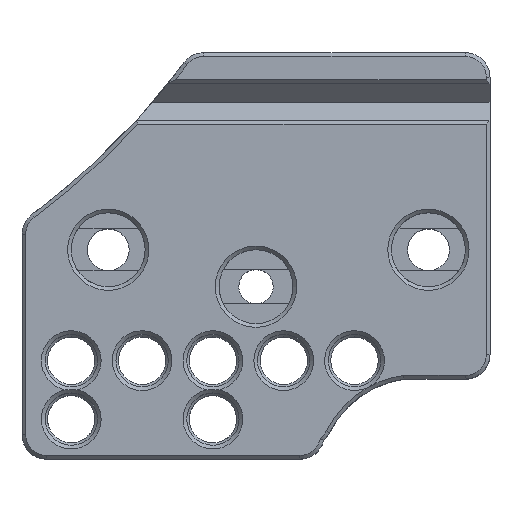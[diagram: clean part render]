
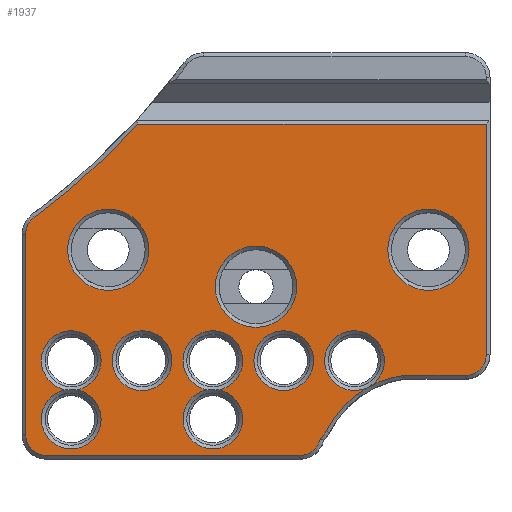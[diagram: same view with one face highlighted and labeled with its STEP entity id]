
A CAD part, top view. The second image highlights one B-rep face of the part: STEP entity #1937.
In plain terms, the highlighted planar face has unit normal (0, 0, 1).
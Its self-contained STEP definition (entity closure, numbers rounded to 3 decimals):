
#67=FACE_BOUND('',#307,.T.);
#68=FACE_BOUND('',#308,.T.);
#69=FACE_BOUND('',#309,.T.);
#70=FACE_BOUND('',#310,.T.);
#71=FACE_BOUND('',#311,.T.);
#72=FACE_BOUND('',#312,.T.);
#73=FACE_BOUND('',#313,.T.);
#116=PLANE('',#2127);
#191=FACE_OUTER_BOUND('',#306,.T.);
#306=EDGE_LOOP('',(#1544,#1545,#1546,#1547,#1548,#1549,#1550,#1551,#1552,
#1553,#1554,#1555,#1556,#1557,#1558));
#307=EDGE_LOOP('',(#1559));
#308=EDGE_LOOP('',(#1560));
#309=EDGE_LOOP('',(#1561,#1562,#1563,#1564));
#310=EDGE_LOOP('',(#1565,#1566,#1567,#1568));
#311=EDGE_LOOP('',(#1569));
#312=EDGE_LOOP('',(#1570));
#313=EDGE_LOOP('',(#1571));
#456=LINE('',#3159,#615);
#458=LINE('',#3171,#617);
#460=LINE('',#3174,#619);
#464=LINE('',#3183,#623);
#468=LINE('',#3195,#627);
#615=VECTOR('',#2512,10.);
#617=VECTOR('',#2522,10.);
#619=VECTOR('',#2526,10.);
#623=VECTOR('',#2536,10.);
#627=VECTOR('',#2548,10.);
#728=CIRCLE('',#2092,60.3);
#730=CIRCLE('',#2096,1.7);
#731=CIRCLE('',#2100,1.7);
#733=CIRCLE('',#2104,1.7);
#734=CIRCLE('',#2107,1.7);
#737=CIRCLE('',#2111,1.7);
#738=CIRCLE('',#2113,8.3);
#740=CIRCLE('',#2115,8.3);
#741=CIRCLE('',#2117,2.425);
#743=CIRCLE('',#2119,2.425);
#745=CIRCLE('',#2125,3.3);
#747=CIRCLE('',#2128,3.3);
#748=CIRCLE('',#2129,2.425);
#749=CIRCLE('',#2130,2.425);
#750=CIRCLE('',#2131,2.425);
#751=CIRCLE('',#2132,2.425);
#752=CIRCLE('',#2133,2.425);
#753=CIRCLE('',#2134,2.425);
#754=CIRCLE('',#2135,2.425);
#755=CIRCLE('',#2136,2.425);
#756=CIRCLE('',#2137,2.425);
#757=CIRCLE('',#2138,2.425);
#758=CIRCLE('',#2139,3.3);
#885=VERTEX_POINT('',#3144);
#886=VERTEX_POINT('',#3146);
#889=VERTEX_POINT('',#3156);
#890=VERTEX_POINT('',#3158);
#891=VERTEX_POINT('',#3166);
#892=VERTEX_POINT('',#3170);
#893=VERTEX_POINT('',#3177);
#894=VERTEX_POINT('',#3181);
#896=VERTEX_POINT('',#3187);
#898=VERTEX_POINT('',#3193);
#899=VERTEX_POINT('',#3197);
#902=VERTEX_POINT('',#3208);
#903=VERTEX_POINT('',#3212);
#904=VERTEX_POINT('',#3213);
#905=VERTEX_POINT('',#3224);
#909=VERTEX_POINT('',#3241);
#911=VERTEX_POINT('',#3247);
#912=VERTEX_POINT('',#3249);
#913=VERTEX_POINT('',#3251);
#914=VERTEX_POINT('',#3252);
#915=VERTEX_POINT('',#3254);
#916=VERTEX_POINT('',#3256);
#917=VERTEX_POINT('',#3259);
#918=VERTEX_POINT('',#3260);
#919=VERTEX_POINT('',#3262);
#920=VERTEX_POINT('',#3264);
#921=VERTEX_POINT('',#3267);
#922=VERTEX_POINT('',#3269);
#1103=EDGE_CURVE('',#885,#886,#728,.T.);
#1107=EDGE_CURVE('',#889,#890,#456,.T.);
#1111=EDGE_CURVE('',#891,#889,#730,.T.);
#1112=EDGE_CURVE('',#892,#891,#458,.T.);
#1114=EDGE_CURVE('',#886,#892,#460,.T.);
#1117=EDGE_CURVE('',#893,#885,#731,.T.);
#1119=EDGE_CURVE('',#894,#893,#464,.T.);
#1122=EDGE_CURVE('',#896,#894,#733,.T.);
#1125=EDGE_CURVE('',#898,#896,#468,.T.);
#1126=EDGE_CURVE('',#899,#898,#734,.T.);
#1131=EDGE_CURVE('',#902,#899,#737,.T.);
#1133=EDGE_CURVE('',#904,#902,#738,.T.);
#1135=EDGE_CURVE('',#890,#903,#740,.T.);
#1136=EDGE_CURVE('',#903,#905,#741,.T.);
#1139=EDGE_CURVE('',#905,#904,#743,.T.);
#1145=EDGE_CURVE('',#909,#909,#745,.T.);
#1148=EDGE_CURVE('',#911,#911,#747,.T.);
#1149=EDGE_CURVE('',#912,#912,#748,.T.);
#1150=EDGE_CURVE('',#913,#914,#749,.T.);
#1151=EDGE_CURVE('',#915,#913,#750,.T.);
#1152=EDGE_CURVE('',#916,#915,#751,.T.);
#1153=EDGE_CURVE('',#914,#916,#752,.T.);
#1154=EDGE_CURVE('',#917,#918,#753,.T.);
#1155=EDGE_CURVE('',#919,#917,#754,.T.);
#1156=EDGE_CURVE('',#920,#919,#755,.T.);
#1157=EDGE_CURVE('',#918,#920,#756,.T.);
#1158=EDGE_CURVE('',#921,#921,#757,.T.);
#1159=EDGE_CURVE('',#922,#922,#758,.T.);
#1544=ORIENTED_EDGE('',*,*,#1133,.F.);
#1545=ORIENTED_EDGE('',*,*,#1139,.F.);
#1546=ORIENTED_EDGE('',*,*,#1136,.F.);
#1547=ORIENTED_EDGE('',*,*,#1135,.F.);
#1548=ORIENTED_EDGE('',*,*,#1107,.F.);
#1549=ORIENTED_EDGE('',*,*,#1111,.F.);
#1550=ORIENTED_EDGE('',*,*,#1112,.F.);
#1551=ORIENTED_EDGE('',*,*,#1114,.F.);
#1552=ORIENTED_EDGE('',*,*,#1103,.F.);
#1553=ORIENTED_EDGE('',*,*,#1117,.F.);
#1554=ORIENTED_EDGE('',*,*,#1119,.F.);
#1555=ORIENTED_EDGE('',*,*,#1122,.F.);
#1556=ORIENTED_EDGE('',*,*,#1125,.F.);
#1557=ORIENTED_EDGE('',*,*,#1126,.F.);
#1558=ORIENTED_EDGE('',*,*,#1131,.F.);
#1559=ORIENTED_EDGE('',*,*,#1148,.F.);
#1560=ORIENTED_EDGE('',*,*,#1149,.F.);
#1561=ORIENTED_EDGE('',*,*,#1150,.F.);
#1562=ORIENTED_EDGE('',*,*,#1151,.F.);
#1563=ORIENTED_EDGE('',*,*,#1152,.F.);
#1564=ORIENTED_EDGE('',*,*,#1153,.F.);
#1565=ORIENTED_EDGE('',*,*,#1154,.F.);
#1566=ORIENTED_EDGE('',*,*,#1155,.F.);
#1567=ORIENTED_EDGE('',*,*,#1156,.F.);
#1568=ORIENTED_EDGE('',*,*,#1157,.F.);
#1569=ORIENTED_EDGE('',*,*,#1158,.F.);
#1570=ORIENTED_EDGE('',*,*,#1159,.F.);
#1571=ORIENTED_EDGE('',*,*,#1145,.F.);
#1937=ADVANCED_FACE('',(#191,#67,#68,#69,#70,#71,#72,#73),#116,.T.);
#2092=AXIS2_PLACEMENT_3D('',#3147,#2506,#2507);
#2096=AXIS2_PLACEMENT_3D('',#3168,#2518,#2519);
#2100=AXIS2_PLACEMENT_3D('',#3179,#2531,#2532);
#2104=AXIS2_PLACEMENT_3D('',#3189,#2542,#2543);
#2107=AXIS2_PLACEMENT_3D('',#3198,#2551,#2552);
#2111=AXIS2_PLACEMENT_3D('',#3210,#2560,#2561);
#2113=AXIS2_PLACEMENT_3D('',#3220,#2564,#2565);
#2115=AXIS2_PLACEMENT_3D('',#3222,#2568,#2569);
#2117=AXIS2_PLACEMENT_3D('',#3225,#2572,#2573);
#2119=AXIS2_PLACEMENT_3D('',#3229,#2577,#2578);
#2125=AXIS2_PLACEMENT_3D('',#3242,#2593,#2594);
#2127=AXIS2_PLACEMENT_3D('',#3246,#2598,#2599);
#2128=AXIS2_PLACEMENT_3D('',#3248,#2600,#2601);
#2129=AXIS2_PLACEMENT_3D('',#3250,#2602,#2603);
#2130=AXIS2_PLACEMENT_3D('',#3253,#2604,#2605);
#2131=AXIS2_PLACEMENT_3D('',#3255,#2606,#2607);
#2132=AXIS2_PLACEMENT_3D('',#3257,#2608,#2609);
#2133=AXIS2_PLACEMENT_3D('',#3258,#2610,#2611);
#2134=AXIS2_PLACEMENT_3D('',#3261,#2612,#2613);
#2135=AXIS2_PLACEMENT_3D('',#3263,#2614,#2615);
#2136=AXIS2_PLACEMENT_3D('',#3265,#2616,#2617);
#2137=AXIS2_PLACEMENT_3D('',#3266,#2618,#2619);
#2138=AXIS2_PLACEMENT_3D('',#3268,#2620,#2621);
#2139=AXIS2_PLACEMENT_3D('',#3270,#2622,#2623);
#2506=DIRECTION('center_axis',(0.,0.,1.));
#2507=DIRECTION('ref_axis',(1.,0.,0.));
#2512=DIRECTION('',(-1.,0.,0.));
#2518=DIRECTION('center_axis',(0.,0.,-1.));
#2519=DIRECTION('ref_axis',(0.707,-0.707,0.));
#2522=DIRECTION('',(0.,-1.,0.));
#2526=DIRECTION('',(1.,0.,0.));
#2531=DIRECTION('center_axis',(0.,0.,-1.));
#2532=DIRECTION('ref_axis',(-0.894,0.449,0.));
#2536=DIRECTION('',(0.,1.,0.));
#2542=DIRECTION('center_axis',(0.,0.,-1.));
#2543=DIRECTION('ref_axis',(-0.707,-0.707,0.));
#2548=DIRECTION('',(-1.,0.,0.));
#2551=DIRECTION('center_axis',(0.,0.,-1.));
#2552=DIRECTION('ref_axis',(0.971,-0.24,0.));
#2560=DIRECTION('center_axis',(0.,0.,-1.));
#2561=DIRECTION('ref_axis',(0.528,-0.849,0.));
#2564=DIRECTION('center_axis',(0.,0.,1.));
#2565=DIRECTION('ref_axis',(-0.141,0.99,0.));
#2568=DIRECTION('center_axis',(0.,0.,1.));
#2569=DIRECTION('ref_axis',(-0.141,0.99,0.));
#2572=DIRECTION('center_axis',(0.,0.,1.));
#2573=DIRECTION('ref_axis',(-1.,0.,0.));
#2577=DIRECTION('center_axis',(0.,0.,1.));
#2578=DIRECTION('ref_axis',(-1.,0.,0.));
#2593=DIRECTION('center_axis',(0.,0.,1.));
#2594=DIRECTION('ref_axis',(-1.,0.,0.));
#2598=DIRECTION('center_axis',(0.,0.,1.));
#2599=DIRECTION('ref_axis',(-1.,0.,0.));
#2600=DIRECTION('center_axis',(0.,0.,1.));
#2601=DIRECTION('ref_axis',(-1.,0.,0.));
#2602=DIRECTION('center_axis',(0.,0.,1.));
#2603=DIRECTION('ref_axis',(-1.,0.,0.));
#2604=DIRECTION('center_axis',(0.,0.,1.));
#2605=DIRECTION('ref_axis',(-1.,0.,0.));
#2606=DIRECTION('center_axis',(0.,0.,1.));
#2607=DIRECTION('ref_axis',(-1.,0.,0.));
#2608=DIRECTION('center_axis',(0.,0.,1.));
#2609=DIRECTION('ref_axis',(-1.,0.,0.));
#2610=DIRECTION('center_axis',(0.,0.,1.));
#2611=DIRECTION('ref_axis',(-1.,0.,0.));
#2612=DIRECTION('center_axis',(0.,0.,1.));
#2613=DIRECTION('ref_axis',(-1.,0.,0.));
#2614=DIRECTION('center_axis',(0.,0.,1.));
#2615=DIRECTION('ref_axis',(-1.,0.,0.));
#2616=DIRECTION('center_axis',(0.,0.,1.));
#2617=DIRECTION('ref_axis',(-1.,0.,0.));
#2618=DIRECTION('center_axis',(0.,0.,1.));
#2619=DIRECTION('ref_axis',(-1.,0.,0.));
#2620=DIRECTION('center_axis',(0.,0.,1.));
#2621=DIRECTION('ref_axis',(-1.,0.,0.));
#2622=DIRECTION('center_axis',(0.,0.,1.));
#2623=DIRECTION('ref_axis',(-1.,0.,0.));
#3144=CARTESIAN_POINT('',(-38.015,6.615,15.6));
#3146=CARTESIAN_POINT('',(-29.599,14.2,15.6));
#3147=CARTESIAN_POINT('Origin',(-74.,55.,15.6));
#3156=CARTESIAN_POINT('',(-3.,-6.2,15.6));
#3158=CARTESIAN_POINT('',(-8.021,-6.2,15.6));
#3159=CARTESIAN_POINT('',(-15.75,-6.2,15.6));
#3166=CARTESIAN_POINT('',(-1.3,-4.5,15.6));
#3168=CARTESIAN_POINT('Origin',(-3.,-4.5,15.6));
#3170=CARTESIAN_POINT('',(-1.3,14.2,15.6));
#3171=CARTESIAN_POINT('',(-1.3,-1.25,15.6));
#3174=CARTESIAN_POINT('',(-12.25,14.2,15.6));
#3177=CARTESIAN_POINT('',(-38.7,5.251,15.6));
#3179=CARTESIAN_POINT('Origin',(-37.,5.251,15.6));
#3181=CARTESIAN_POINT('',(-38.7,-11.,15.6));
#3183=CARTESIAN_POINT('',(-38.7,12.,15.6));
#3187=CARTESIAN_POINT('',(-37.,-12.7,15.6));
#3189=CARTESIAN_POINT('Origin',(-37.,-11.,15.6));
#3193=CARTESIAN_POINT('',(-16.441,-12.7,15.6));
#3195=CARTESIAN_POINT('',(-25.125,-12.7,15.6));
#3197=CARTESIAN_POINT('',(-14.772,-11.318,15.6));
#3198=CARTESIAN_POINT('Origin',(-16.441,-11.,15.6));
#3208=CARTESIAN_POINT('',(-14.32,-10.751,15.6));
#3210=CARTESIAN_POINT('Origin',(-15.845,-10.,15.6));
#3212=CARTESIAN_POINT('',(-10.798,-7.106,15.6));
#3213=CARTESIAN_POINT('',(-10.885,-7.153,15.6));
#3220=CARTESIAN_POINT('Origin',(-6.875,-14.42,15.6));
#3222=CARTESIAN_POINT('Origin',(-6.875,-14.42,15.6));
#3224=CARTESIAN_POINT('',(-9.575,-5.,15.6));
#3225=CARTESIAN_POINT('Origin',(-12.,-5.,15.6));
#3229=CARTESIAN_POINT('Origin',(-12.,-5.,15.6));
#3241=CARTESIAN_POINT('',(-2.7,4.,15.6));
#3242=CARTESIAN_POINT('Origin',(-6.,4.,15.6));
#3246=CARTESIAN_POINT('Origin',(-23.5,4.,15.6));
#3247=CARTESIAN_POINT('',(-28.7,4.,15.6));
#3248=CARTESIAN_POINT('Origin',(-32.,4.,15.6));
#3249=CARTESIAN_POINT('',(-15.325,-5.,15.6));
#3250=CARTESIAN_POINT('Origin',(-17.75,-5.,15.6));
#3251=CARTESIAN_POINT('',(-23.01,-7.375,15.6));
#3252=CARTESIAN_POINT('',(-21.075,-5.,15.6));
#3253=CARTESIAN_POINT('Origin',(-23.5,-5.,15.6));
#3254=CARTESIAN_POINT('',(-21.075,-9.75,15.6));
#3255=CARTESIAN_POINT('Origin',(-23.5,-9.75,15.6));
#3256=CARTESIAN_POINT('',(-23.99,-7.375,15.6));
#3257=CARTESIAN_POINT('Origin',(-23.5,-9.75,15.6));
#3258=CARTESIAN_POINT('Origin',(-23.5,-5.,15.6));
#3259=CARTESIAN_POINT('',(-35.49,-7.375,15.6));
#3260=CARTESIAN_POINT('',(-32.575,-9.75,15.6));
#3261=CARTESIAN_POINT('Origin',(-35.,-9.75,15.6));
#3262=CARTESIAN_POINT('',(-32.575,-5.,15.6));
#3263=CARTESIAN_POINT('Origin',(-35.,-5.,15.6));
#3264=CARTESIAN_POINT('',(-34.51,-7.375,15.6));
#3265=CARTESIAN_POINT('Origin',(-35.,-5.,15.6));
#3266=CARTESIAN_POINT('Origin',(-35.,-9.75,15.6));
#3267=CARTESIAN_POINT('',(-26.825,-5.,15.6));
#3268=CARTESIAN_POINT('Origin',(-29.25,-5.,15.6));
#3269=CARTESIAN_POINT('',(-16.7,1.,15.6));
#3270=CARTESIAN_POINT('Origin',(-20.,1.,15.6));
